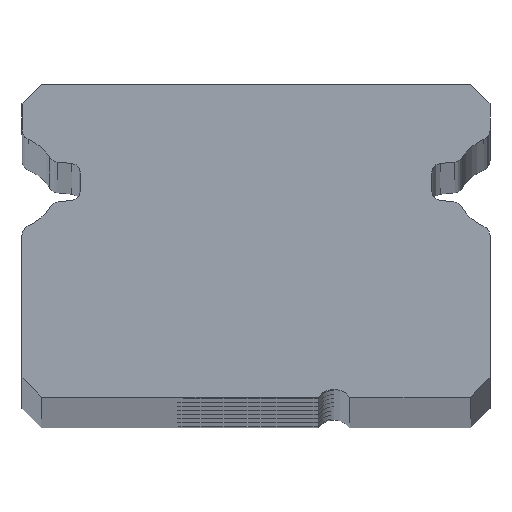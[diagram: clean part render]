
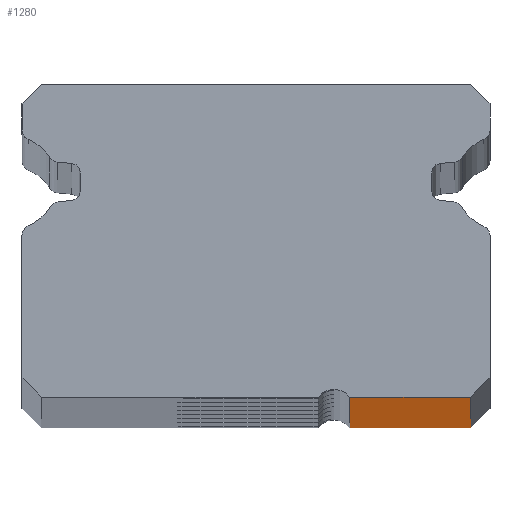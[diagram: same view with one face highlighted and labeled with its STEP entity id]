
A CAD part, top view. The second image highlights one B-rep face of the part: STEP entity #1280.
In plain terms, the highlighted planar face has unit normal (0, -1, 0).
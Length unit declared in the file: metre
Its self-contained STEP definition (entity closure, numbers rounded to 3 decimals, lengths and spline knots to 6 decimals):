
#70=LINE('',#1874,#178);
#75=LINE('',#1889,#183);
#116=LINE('',#2015,#224);
#117=LINE('',#2017,#225);
#178=VECTOR('',#1500,1.);
#183=VECTOR('',#1511,1.);
#224=VECTOR('',#1636,1.);
#225=VECTOR('',#1639,1.);
#445=ORIENTED_EDGE('',*,*,#742,.T.);
#446=ORIENTED_EDGE('',*,*,#674,.T.);
#447=ORIENTED_EDGE('',*,*,#741,.F.);
#448=ORIENTED_EDGE('',*,*,#681,.F.);
#674=EDGE_CURVE('',#861,#860,#70,.T.);
#681=EDGE_CURVE('',#867,#868,#75,.T.);
#741=EDGE_CURVE('',#868,#860,#116,.T.);
#742=EDGE_CURVE('',#867,#861,#117,.T.);
#860=VERTEX_POINT('',#1873);
#861=VERTEX_POINT('',#1875);
#867=VERTEX_POINT('',#1888);
#868=VERTEX_POINT('',#1890);
#1069=EDGE_LOOP('',(#445,#446,#447,#448));
#1161=FACE_BOUND('',#1069,.T.);
#1239=PLANE('',#1387);
#1280=ADVANCED_FACE('',(#1161),#1239,.F.);
#1387=AXIS2_PLACEMENT_3D('',#2016,#1637,#1638);
#1500=DIRECTION('',(1.,0.,0.));
#1511=DIRECTION('',(1.,0.,0.));
#1636=DIRECTION('',(0.,0.,-1.));
#1637=DIRECTION('',(0.,1.,0.));
#1638=DIRECTION('',(0.,0.,1.));
#1639=DIRECTION('',(0.,0.,-1.));
#1873=CARTESIAN_POINT('',(0.005484,-0.0055,-0.225));
#1874=CARTESIAN_POINT('',(-0.005484,-0.0055,-0.225));
#1875=CARTESIAN_POINT('',(0.002393,-0.0055,-0.225));
#1888=CARTESIAN_POINT('',(0.002393,-0.0055,0.225));
#1889=CARTESIAN_POINT('',(-0.005734,-0.0055,0.225));
#1890=CARTESIAN_POINT('',(0.005484,-0.0055,0.225));
#2015=CARTESIAN_POINT('',(0.005484,-0.0055,0.225));
#2016=CARTESIAN_POINT('',(-0.005484,-0.0055,0.225));
#2017=CARTESIAN_POINT('',(0.002393,-0.0055,0.225));
